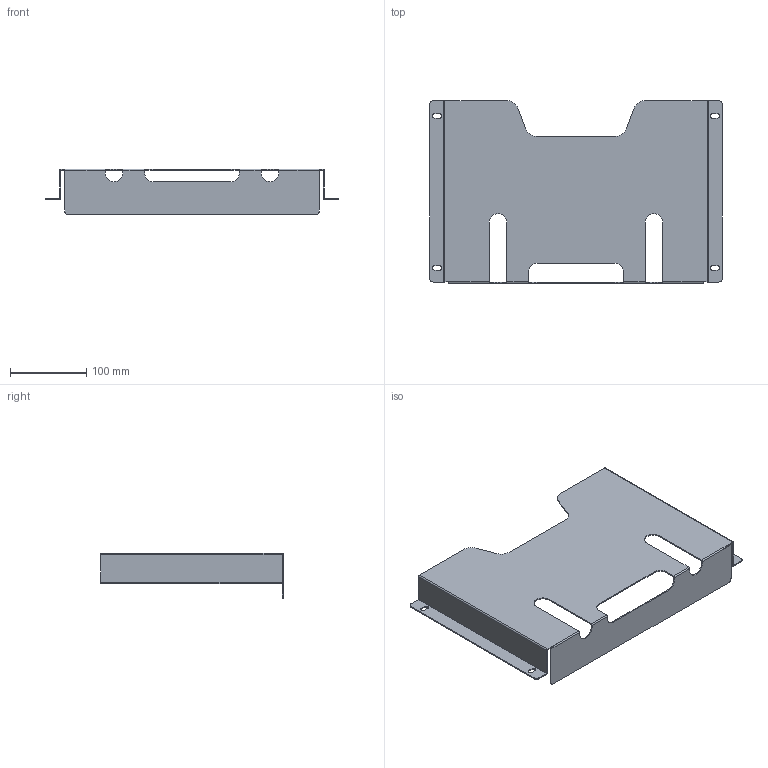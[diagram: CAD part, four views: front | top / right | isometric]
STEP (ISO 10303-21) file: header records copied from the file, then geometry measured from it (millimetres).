
FILE_DESCRIPTION (( 'STEP AP203' ), '1' );
FILE_NAME ('R5TE50.step', '2011-04-01T06:46:22', ( 'User' ), ( 'DKC' ), 'SwSTEP 2.0', 'SolidWorks 2011', '' );
FILE_SCHEMA (( 'CONFIG_CONTROL_DESIGN' ));
Length unit declared in the file: millimetre
Products named in the file (1): R5TE50
Bounding box: 385 x 240 x 60 mm (x, y, z)
Volume: 169735.5 mm3; surface area: 230022 mm2
Topology: 1 solids, 1 shells, 118 faces, 302 edges, 180 vertices
Faces by surface type: plane 70, cylinder 48
Entity records: 3615 total; most frequent: DIRECTION 636, ORIENTED_EDGE 604, CARTESIAN_POINT 601, EDGE_CURVE 302, AXIS2_PLACEMENT_3D 215, VECTOR 206, LINE 206, VERTEX_POINT 180
